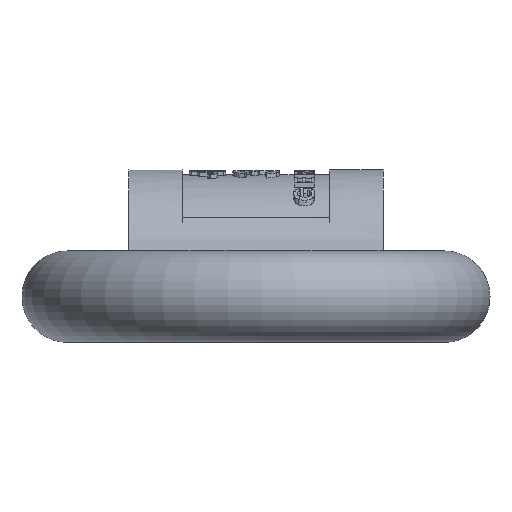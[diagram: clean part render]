
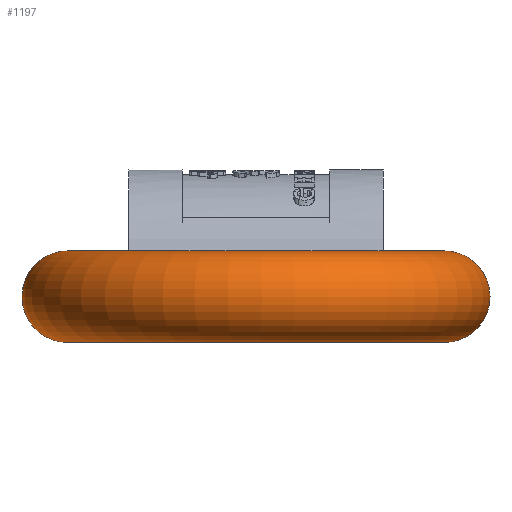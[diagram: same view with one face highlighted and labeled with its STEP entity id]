
A CAD part, left-side view. The second image highlights one B-rep face of the part: STEP entity #1197.
In plain terms, the highlighted toroidal (fillet/blend) face has major radius 37 mm and minor radius 9 mm.
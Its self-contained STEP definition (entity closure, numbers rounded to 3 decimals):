
#1197=ADVANCED_FACE('',(#1404,#1405),#1401,.T.);
#1401=TOROIDAL_SURFACE('',#3753,37.,9.);
#1404=FACE_BOUND('',#1450,.T.);
#1405=FACE_BOUND('',#1451,.T.);
#1450=EDGE_LOOP('',(#1684));
#1451=EDGE_LOOP('',(#1685));
#1684=ORIENTED_EDGE('',*,*,#3110,.F.);
#1685=ORIENTED_EDGE('',*,*,#3111,.T.);
#2752=VERTEX_POINT('',#4997);
#2753=VERTEX_POINT('',#4999);
#3110=EDGE_CURVE('',#2752,#2752,#3644,.T.);
#3111=EDGE_CURVE('',#2753,#2753,#3645,.T.);
#3644=CIRCLE('',#3751,9.);
#3645=CIRCLE('',#3752,9.);
#3751=AXIS2_PLACEMENT_3D('',#4996,#4068,#4069);
#3752=AXIS2_PLACEMENT_3D('',#4998,#4070,#4071);
#3753=AXIS2_PLACEMENT_3D('',#5000,#4072,#4073);
#4068=DIRECTION('',(1.,0.,0.));
#4069=DIRECTION('',(0.,0.,-1.));
#4070=DIRECTION('',(-1.,0.,0.));
#4071=DIRECTION('',(0.,0.,-1.));
#4072=DIRECTION('',(0.,0.,1.));
#4073=DIRECTION('',(0.,1.,0.));
#4996=CARTESIAN_POINT('',(-47.9,37.,9.));
#4997=CARTESIAN_POINT('',(-47.9,37.,0.));
#4998=CARTESIAN_POINT('',(-47.9,-37.,9.));
#4999=CARTESIAN_POINT('',(-47.9,-37.,0.));
#5000=CARTESIAN_POINT('',(-47.9,0.,9.));
